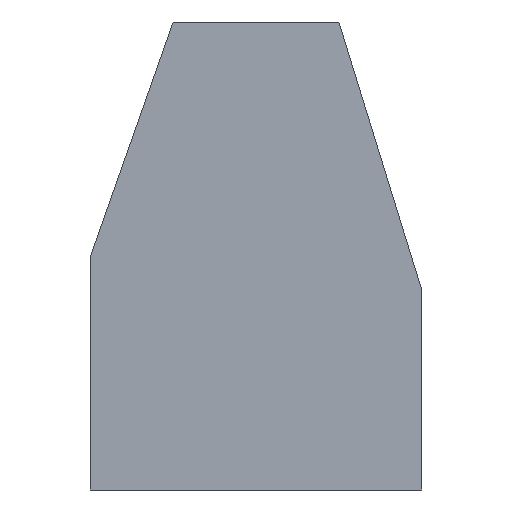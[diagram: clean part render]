
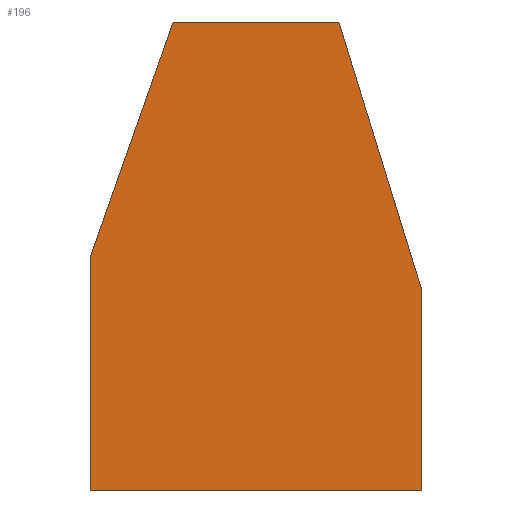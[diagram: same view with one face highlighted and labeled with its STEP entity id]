
A CAD part, front view. The second image highlights one B-rep face of the part: STEP entity #196.
In plain terms, the highlighted planar face has unit normal (0, -1, 0).
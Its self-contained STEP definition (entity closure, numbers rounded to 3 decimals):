
#24 = VERTEX_POINT('',#25);
#25 = CARTESIAN_POINT('',(-5.,-7.5,0.));
#31 = EDGE_CURVE('',#24,#32,#34,.T.);
#32 = VERTEX_POINT('',#33);
#33 = CARTESIAN_POINT('',(-5.,-7.5,7.));
#34 = LINE('',#35,#36);
#35 = CARTESIAN_POINT('',(-5.,-7.5,0.));
#36 = VECTOR('',#37,1.);
#37 = DIRECTION('',(0.,0.,1.));
#132 = VERTEX_POINT('',#133);
#133 = CARTESIAN_POINT('',(5.,-7.5,0.));
#139 = EDGE_CURVE('',#132,#24,#140,.T.);
#140 = LINE('',#141,#142);
#141 = CARTESIAN_POINT('',(5.,-7.5,0.));
#142 = VECTOR('',#143,1.);
#143 = DIRECTION('',(-1.,0.,0.));
#196 = ADVANCED_FACE('',(#197),#231,.F.);
#197 = FACE_BOUND('',#198,.F.);
#198 = EDGE_LOOP('',(#199,#200,#208,#216,#224,#230));
#199 = ORIENTED_EDGE('',*,*,#31,.T.);
#200 = ORIENTED_EDGE('',*,*,#201,.T.);
#201 = EDGE_CURVE('',#32,#202,#204,.T.);
#202 = VERTEX_POINT('',#203);
#203 = CARTESIAN_POINT('',(-2.5,-7.5,14.1));
#204 = LINE('',#205,#206);
#205 = CARTESIAN_POINT('',(-5.,-7.5,7.));
#206 = VECTOR('',#207,1.);
#207 = DIRECTION('',(0.332,0.,0.943)
  );
#208 = ORIENTED_EDGE('',*,*,#209,.T.);
#209 = EDGE_CURVE('',#202,#210,#212,.T.);
#210 = VERTEX_POINT('',#211);
#211 = CARTESIAN_POINT('',(2.5,-7.5,14.1));
#212 = LINE('',#213,#214);
#213 = CARTESIAN_POINT('',(-2.5,-7.5,14.1));
#214 = VECTOR('',#215,1.);
#215 = DIRECTION('',(1.,0.,0.));
#216 = ORIENTED_EDGE('',*,*,#217,.T.);
#217 = EDGE_CURVE('',#210,#218,#220,.T.);
#218 = VERTEX_POINT('',#219);
#219 = CARTESIAN_POINT('',(5.,-7.5,6.));
#220 = LINE('',#221,#222);
#221 = CARTESIAN_POINT('',(2.5,-7.5,14.1));
#222 = VECTOR('',#223,1.);
#223 = DIRECTION('',(0.295,0.,-0.956)
  );
#224 = ORIENTED_EDGE('',*,*,#225,.T.);
#225 = EDGE_CURVE('',#218,#132,#226,.T.);
#226 = LINE('',#227,#228);
#227 = CARTESIAN_POINT('',(5.,-7.5,6.));
#228 = VECTOR('',#229,1.);
#229 = DIRECTION('',(0.,-0.,-1.));
#230 = ORIENTED_EDGE('',*,*,#139,.T.);
#231 = PLANE('',#232);
#232 = AXIS2_PLACEMENT_3D('',#233,#234,#235);
#233 = CARTESIAN_POINT('',(-0.033,-7.5,6.309));
#234 = DIRECTION('',(0.,1.,-0.));
#235 = DIRECTION('',(-1.,0.,0.));
